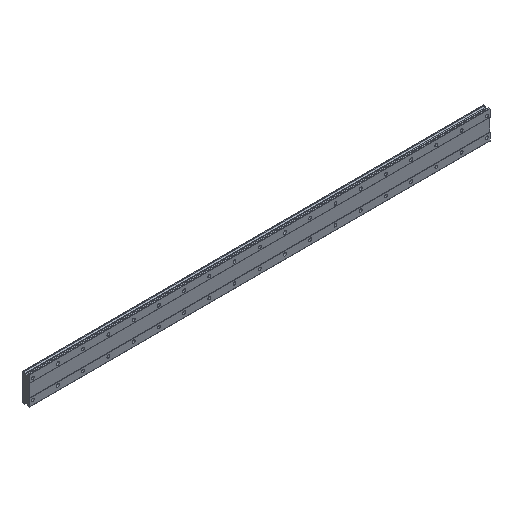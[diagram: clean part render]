
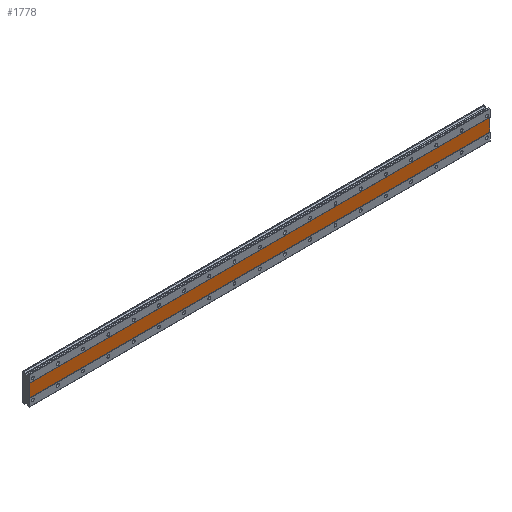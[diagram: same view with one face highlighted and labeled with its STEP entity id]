
A CAD part, isometric view. The second image highlights one B-rep face of the part: STEP entity #1778.
In plain terms, the highlighted planar face has unit normal (0, -1, 0).
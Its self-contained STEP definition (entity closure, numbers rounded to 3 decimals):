
#32 = CARTESIAN_POINT ( 'NONE',  ( 1450., 1., -20. ) ) ;
#529 = CARTESIAN_POINT ( 'NONE',  ( 1450., 1., -20. ) ) ;
#894 = ORIENTED_EDGE ( 'NONE', *, *, #5196, .F. ) ;
#918 = VECTOR ( 'NONE', #5332, 1000. ) ;
#1024 = ORIENTED_EDGE ( 'NONE', *, *, #6914, .F. ) ;
#1067 = LINE ( 'NONE', #529, #1318 ) ;
#1318 = VECTOR ( 'NONE', #2739, 1000. ) ;
#1767 = VECTOR ( 'NONE', #5295, 1000. ) ;
#1778 = ADVANCED_FACE ( 'NONE', ( #6790 ), #4101, .F. ) ;
#2009 = CARTESIAN_POINT ( 'NONE',  ( -10., 1., -20. ) ) ;
#2291 = EDGE_CURVE ( 'NONE', #5852, #5224, #1067, .T. ) ;
#2739 = DIRECTION ( 'NONE',  ( -1., 0., 0. ) ) ;
#3043 = CARTESIAN_POINT ( 'NONE',  ( 1450., 1., 20. ) ) ;
#3046 = VERTEX_POINT ( 'NONE', #4108 ) ;
#3205 = CARTESIAN_POINT ( 'NONE',  ( 1450., 1., 20. ) ) ;
#3334 = VERTEX_POINT ( 'NONE', #6722 ) ;
#3612 = DIRECTION ( 'NONE',  ( 0., 0., 1. ) ) ;
#3645 = EDGE_CURVE ( 'NONE', #3046, #5224, #3733, .T. ) ;
#3678 = AXIS2_PLACEMENT_3D ( 'NONE', #3043, #5199, #3612 ) ;
#3733 = LINE ( 'NONE', #6953, #1767 ) ;
#4101 = PLANE ( 'NONE',  #3678 ) ;
#4108 = CARTESIAN_POINT ( 'NONE',  ( -10., 1., 20. ) ) ;
#4434 = DIRECTION ( 'NONE',  ( 0., 0., -1. ) ) ;
#4521 = EDGE_LOOP ( 'NONE', ( #6072, #1024, #894, #6137 ) ) ;
#4997 = LINE ( 'NONE', #6625, #6361 ) ;
#5196 = EDGE_CURVE ( 'NONE', #3046, #3334, #5365, .T. ) ;
#5199 = DIRECTION ( 'NONE',  ( 0., 1., 0. ) ) ;
#5224 = VERTEX_POINT ( 'NONE', #2009 ) ;
#5295 = DIRECTION ( 'NONE',  ( 0., 0., -1. ) ) ;
#5332 = DIRECTION ( 'NONE',  ( 1., 0., 0. ) ) ;
#5365 = LINE ( 'NONE', #3205, #918 ) ;
#5852 = VERTEX_POINT ( 'NONE', #32 ) ;
#6072 = ORIENTED_EDGE ( 'NONE', *, *, #2291, .F. ) ;
#6137 = ORIENTED_EDGE ( 'NONE', *, *, #3645, .T. ) ;
#6361 = VECTOR ( 'NONE', #4434, 1000. ) ;
#6625 = CARTESIAN_POINT ( 'NONE',  ( 1450., 1., 44.91 ) ) ;
#6722 = CARTESIAN_POINT ( 'NONE',  ( 1450., 1., 20. ) ) ;
#6790 = FACE_OUTER_BOUND ( 'NONE', #4521, .T. ) ;
#6914 = EDGE_CURVE ( 'NONE', #3334, #5852, #4997, .T. ) ;
#6953 = CARTESIAN_POINT ( 'NONE',  ( -10., 1., 44.91 ) ) ;
